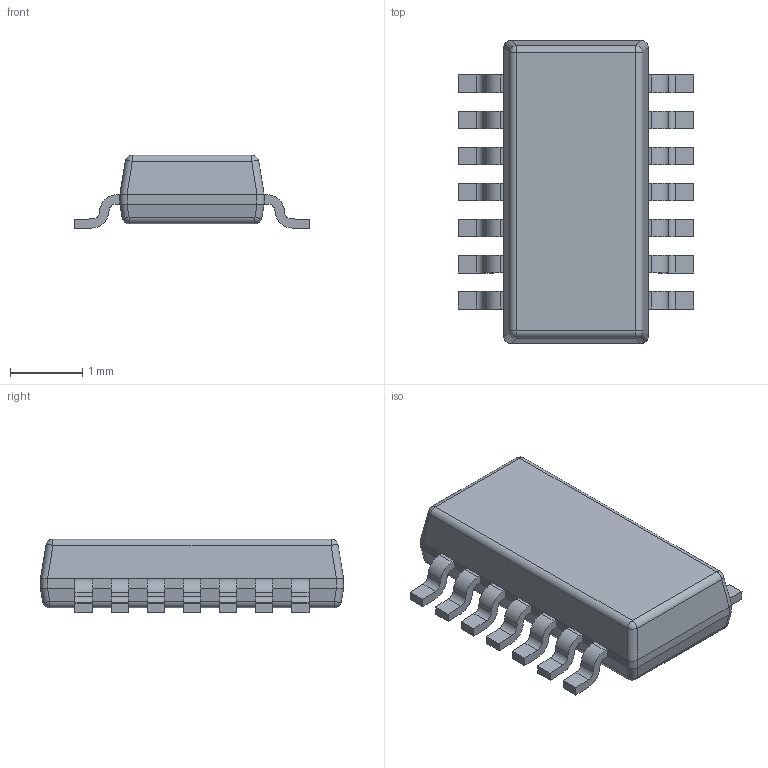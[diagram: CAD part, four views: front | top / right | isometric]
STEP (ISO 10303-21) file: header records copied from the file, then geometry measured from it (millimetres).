
FILE_DESCRIPTION((''),'2;1');
FILE_NAME('DYY0014A_ASM','2018-11-08T09:06:50',('a0412086'),(''),'CREO PARAMETRIC BY PTC INC, 2018020','CREO PARAMETRIC BY PTC INC, 2018020','');
FILE_SCHEMA(('AUTOMOTIVE_DESIGN { 1 0 10303 214 1 1 1 1 }'));
Length unit declared in the file: millimetre
Products named in the file (3): BODY-TSSOP; LEAD-TSSOP; DYY0014A_ASM
Assembly tree (15 placements, depth 2):
  DYY0014A_ASM
    BODY-TSSOP
    LEAD-TSSOP  x14
Bounding box: 3.26 x 4.2 x 1.02 mm (x, y, z)
Volume: 7.9 mm3; surface area: 35.4 mm2
Topology: 15 solids, 15 shells, 238 faces, 600 edges, 392 vertices
Faces by surface type: plane 154, cylinder 76, sphere 8
Entity records: 2516 total; most frequent: CARTESIAN_POINT 433, DIRECTION 327, ORIENTED_EDGE 264, PRESENTATION_STYLE_ASSIGNMENT 134, STYLED_ITEM 134, CURVE_STYLE 132, EDGE_CURVE 132, AXIS2_PLACEMENT_3D 121
